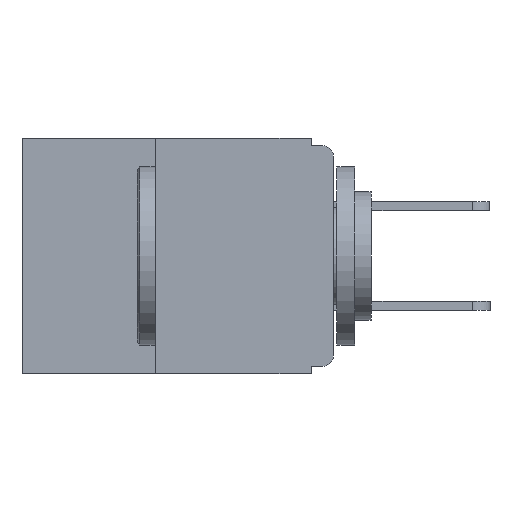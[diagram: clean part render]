
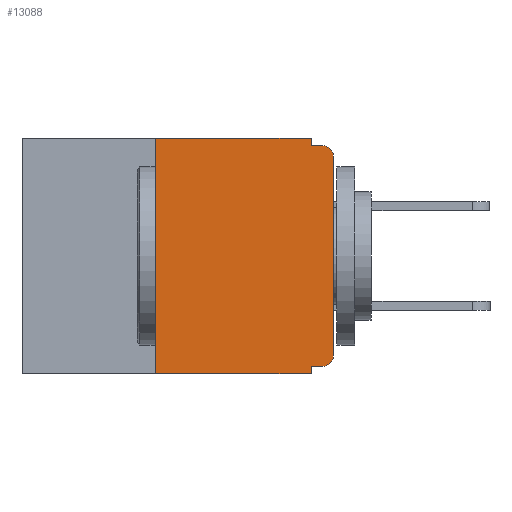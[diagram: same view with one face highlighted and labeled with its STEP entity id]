
A CAD part, left-side view. The second image highlights one B-rep face of the part: STEP entity #13088.
In plain terms, the highlighted planar face has unit normal (-1, 0, 0).
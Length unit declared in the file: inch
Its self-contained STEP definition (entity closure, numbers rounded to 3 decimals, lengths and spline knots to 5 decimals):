
#145 = VERTEX_POINT ( 'NONE', #7159 ) ;
#640 = DIRECTION ( 'NONE',  ( 0., 0., 1. ) ) ;
#874 = CARTESIAN_POINT ( 'NONE',  ( 0., 0.031, 0. ) ) ;
#2053 = VECTOR ( 'NONE', #20973, 39.37008 ) ;
#2168 = VERTEX_POINT ( 'NONE', #22981 ) ;
#2662 = CARTESIAN_POINT ( 'NONE',  ( 0., 0., 0. ) ) ;
#2816 = ORIENTED_EDGE ( 'NONE', *, *, #5792, .T. ) ;
#2960 = EDGE_CURVE ( 'NONE', #5278, #21580, #8895, .T. ) ;
#2975 = AXIS2_PLACEMENT_3D ( 'NONE', #21816, #9798, #23703 ) ;
#3431 = LINE ( 'NONE', #24320, #19029 ) ;
#3663 = VECTOR ( 'NONE', #640, 39.37008 ) ;
#3944 = LINE ( 'NONE', #12338, #24655 ) ;
#4045 = ORIENTED_EDGE ( 'NONE', *, *, #23013, .T. ) ;
#4068 = CARTESIAN_POINT ( 'NONE',  ( 0., 0.25, -0.33 ) ) ;
#4206 = ORIENTED_EDGE ( 'NONE', *, *, #7392, .F. ) ;
#4424 = CARTESIAN_POINT ( 'NONE',  ( 0., 0.031, -0.33 ) ) ;
#5011 = ORIENTED_EDGE ( 'NONE', *, *, #15037, .T. ) ;
#5176 = ORIENTED_EDGE ( 'NONE', *, *, #2960, .F. ) ;
#5201 = ORIENTED_EDGE ( 'NONE', *, *, #22653, .F. ) ;
#5278 = VERTEX_POINT ( 'NONE', #4068 ) ;
#5565 = EDGE_CURVE ( 'NONE', #21580, #10829, #7537, .T. ) ;
#5658 = ORIENTED_EDGE ( 'NONE', *, *, #15689, .F. ) ;
#5702 = LINE ( 'NONE', #874, #21205 ) ;
#5782 = ORIENTED_EDGE ( 'NONE', *, *, #6502, .F. ) ;
#5792 = EDGE_CURVE ( 'NONE', #2168, #12179, #9784, .T. ) ;
#6497 = DIRECTION ( 'NONE',  ( 0., 0., -1. ) ) ;
#6502 = EDGE_CURVE ( 'NONE', #25778, #14361, #3944, .T. ) ;
#6635 = CARTESIAN_POINT ( 'NONE',  ( 0., 0.015, -0.305 ) ) ;
#6696 = ORIENTED_EDGE ( 'NONE', *, *, #15563, .T. ) ;
#7016 = CARTESIAN_POINT ( 'NONE',  ( 0., 0.031, -0.01 ) ) ;
#7159 = CARTESIAN_POINT ( 'NONE',  ( 0., 0.015, -0.01 ) ) ;
#7392 = EDGE_CURVE ( 'NONE', #20532, #145, #18232, .T. ) ;
#7537 = LINE ( 'NONE', #24630, #2053 ) ;
#7967 = DIRECTION ( 'NONE',  ( 0., 0., 1. ) ) ;
#8241 = DIRECTION ( 'NONE',  ( 0., 0., -1. ) ) ;
#8377 = VECTOR ( 'NONE', #6497, 39.37008 ) ;
#8702 = DIRECTION ( 'NONE',  ( 0., 0., -1. ) ) ;
#8895 = LINE ( 'NONE', #14081, #24133 ) ;
#9784 = LINE ( 'NONE', #2662, #3663 ) ;
#9798 = DIRECTION ( 'NONE',  ( -1., 0., 0. ) ) ;
#10829 = VERTEX_POINT ( 'NONE', #18650 ) ;
#10865 = CIRCLE ( 'NONE', #21696, 0.015 ) ;
#11134 = DIRECTION ( 'NONE',  ( 0., 0., -1. ) ) ;
#11451 = CARTESIAN_POINT ( 'NONE',  ( 0., 0.015, -0.32 ) ) ;
#11805 = ORIENTED_EDGE ( 'NONE', *, *, #5565, .F. ) ;
#12179 = VERTEX_POINT ( 'NONE', #23018 ) ;
#12257 = DIRECTION ( 'NONE',  ( 0., 1., 0. ) ) ;
#12338 = CARTESIAN_POINT ( 'NONE',  ( 0., 0., -0.32 ) ) ;
#12884 = VECTOR ( 'NONE', #18050, 39.37008 ) ;
#12996 = CARTESIAN_POINT ( 'NONE',  ( 0., 0.25, 0. ) ) ;
#13088 = ADVANCED_FACE ( 'NONE', ( #23394 ), #16365, .F. ) ;
#14081 = CARTESIAN_POINT ( 'NONE',  ( 0., 0.25, -0.33 ) ) ;
#14288 = CARTESIAN_POINT ( 'NONE',  ( 0., 0.437, 0. ) ) ;
#14361 = VERTEX_POINT ( 'NONE', #14674 ) ;
#14482 = CIRCLE ( 'NONE', #2975, 0.015 ) ;
#14603 = DIRECTION ( 'NONE',  ( 0., -1., 0. ) ) ;
#14674 = CARTESIAN_POINT ( 'NONE',  ( 0., 0.031, -0.32 ) ) ;
#15037 = EDGE_CURVE ( 'NONE', #25778, #2168, #10865, .T. ) ;
#15563 = EDGE_CURVE ( 'NONE', #5278, #21545, #3431, .T. ) ;
#15689 = EDGE_CURVE ( 'NONE', #10829, #20532, #5702, .T. ) ;
#16078 = CARTESIAN_POINT ( 'NONE',  ( 0., 0., -0.01 ) ) ;
#16365 = PLANE ( 'NONE',  #25010 ) ;
#16903 = CARTESIAN_POINT ( 'NONE',  ( 0., 0.031, -0.33 ) ) ;
#18050 = DIRECTION ( 'NONE',  ( 0., -1., 0. ) ) ;
#18232 = LINE ( 'NONE', #16078, #12884 ) ;
#18650 = CARTESIAN_POINT ( 'NONE',  ( 0., 0.031, 0. ) ) ;
#19029 = VECTOR ( 'NONE', #14603, 39.37008 ) ;
#20334 = DIRECTION ( 'NONE',  ( 1., 0., 0. ) ) ;
#20532 = VERTEX_POINT ( 'NONE', #7016 ) ;
#20786 = DIRECTION ( 'NONE',  ( -1., 0., 0. ) ) ;
#20973 = DIRECTION ( 'NONE',  ( 0., -1., 0. ) ) ;
#21205 = VECTOR ( 'NONE', #11134, 39.37008 ) ;
#21545 = VERTEX_POINT ( 'NONE', #16903 ) ;
#21580 = VERTEX_POINT ( 'NONE', #12996 ) ;
#21696 = AXIS2_PLACEMENT_3D ( 'NONE', #6635, #20786, #8702 ) ;
#21769 = EDGE_LOOP ( 'NONE', ( #2816, #4045, #4206, #5658, #11805, #5176, #6696, #5201, #5782, #5011 ) ) ;
#21816 = CARTESIAN_POINT ( 'NONE',  ( 0., 0.015, -0.025 ) ) ;
#22653 = EDGE_CURVE ( 'NONE', #14361, #21545, #24270, .T. ) ;
#22981 = CARTESIAN_POINT ( 'NONE',  ( 0., 0., -0.305 ) ) ;
#23013 = EDGE_CURVE ( 'NONE', #12179, #145, #14482, .T. ) ;
#23018 = CARTESIAN_POINT ( 'NONE',  ( 0., 0., -0.025 ) ) ;
#23394 = FACE_OUTER_BOUND ( 'NONE', #21769, .T. ) ;
#23703 = DIRECTION ( 'NONE',  ( 0., 0., -1. ) ) ;
#24133 = VECTOR ( 'NONE', #7967, 39.37008 ) ;
#24270 = LINE ( 'NONE', #4424, #8377 ) ;
#24320 = CARTESIAN_POINT ( 'NONE',  ( 0., 0.437, -0.33 ) ) ;
#24630 = CARTESIAN_POINT ( 'NONE',  ( 0., 0.437, 0. ) ) ;
#24655 = VECTOR ( 'NONE', #12257, 39.37008 ) ;
#25010 = AXIS2_PLACEMENT_3D ( 'NONE', #14288, #20334, #8241 ) ;
#25778 = VERTEX_POINT ( 'NONE', #11451 ) ;
